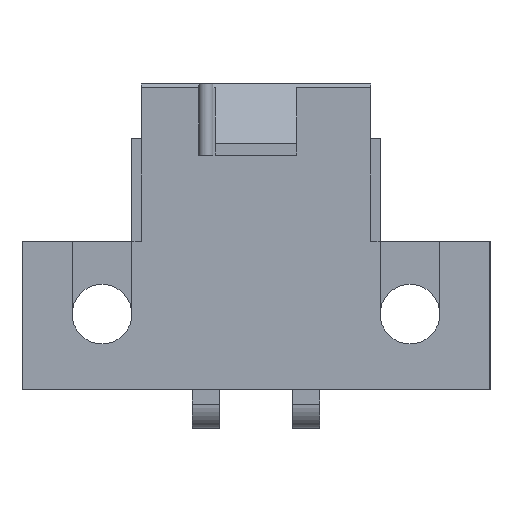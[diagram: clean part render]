
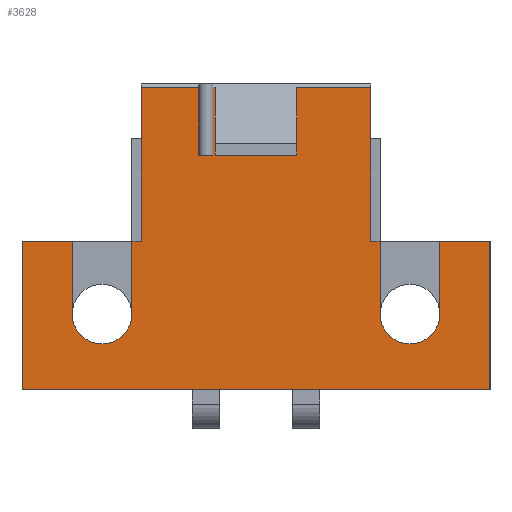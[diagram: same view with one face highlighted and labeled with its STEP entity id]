
A CAD part, top view. The second image highlights one B-rep face of the part: STEP entity #3628.
In plain terms, the highlighted face is planar.
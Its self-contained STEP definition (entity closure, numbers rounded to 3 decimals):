
#40=CIRCLE('',#3748,1.25);
#46=CIRCLE('',#3765,1.25);
#460=ORIENTED_EDGE('',*,*,#805,.F.);
#461=ORIENTED_EDGE('',*,*,#800,.T.);
#462=ORIENTED_EDGE('',*,*,#804,.T.);
#463=ORIENTED_EDGE('',*,*,#1014,.F.);
#464=ORIENTED_EDGE('',*,*,#1053,.T.);
#465=ORIENTED_EDGE('',*,*,#940,.F.);
#466=ORIENTED_EDGE('',*,*,#926,.F.);
#467=ORIENTED_EDGE('',*,*,#930,.F.);
#468=ORIENTED_EDGE('',*,*,#922,.F.);
#469=ORIENTED_EDGE('',*,*,#938,.F.);
#470=ORIENTED_EDGE('',*,*,#933,.T.);
#471=ORIENTED_EDGE('',*,*,#1054,.T.);
#472=ORIENTED_EDGE('',*,*,#973,.T.);
#473=ORIENTED_EDGE('',*,*,#981,.T.);
#474=ORIENTED_EDGE('',*,*,#963,.F.);
#475=ORIENTED_EDGE('',*,*,#967,.F.);
#476=ORIENTED_EDGE('',*,*,#969,.F.);
#477=ORIENTED_EDGE('',*,*,#979,.T.);
#478=ORIENTED_EDGE('',*,*,#1052,.F.);
#479=ORIENTED_EDGE('',*,*,#1019,.F.);
#480=ORIENTED_EDGE('',*,*,#1023,.F.);
#481=ORIENTED_EDGE('',*,*,#1025,.F.);
#482=ORIENTED_EDGE('',*,*,#1027,.F.);
#483=ORIENTED_EDGE('',*,*,#1015,.F.);
#800=EDGE_CURVE('',#1169,#1168,#1399,.T.);
#804=EDGE_CURVE('',#1168,#1171,#1403,.T.);
#805=EDGE_CURVE('',#1169,#1170,#1404,.T.);
#922=EDGE_CURVE('',#1248,#1249,#1516,.T.);
#926=EDGE_CURVE('',#1251,#1252,#1520,.T.);
#930=EDGE_CURVE('',#1249,#1251,#40,.T.);
#933=EDGE_CURVE('',#1257,#1256,#1526,.T.);
#938=EDGE_CURVE('',#1257,#1248,#1531,.T.);
#940=EDGE_CURVE('',#1252,#1260,#1533,.T.);
#963=EDGE_CURVE('',#1274,#1275,#1551,.T.);
#967=EDGE_CURVE('',#1277,#1274,#46,.T.);
#969=EDGE_CURVE('',#1278,#1277,#1556,.T.);
#973=EDGE_CURVE('',#1282,#1280,#1560,.T.);
#979=EDGE_CURVE('',#1278,#1287,#1566,.T.);
#981=EDGE_CURVE('',#1280,#1275,#1568,.T.);
#1014=EDGE_CURVE('',#1307,#1171,#1601,.T.);
#1015=EDGE_CURVE('',#1170,#1308,#1602,.T.);
#1019=EDGE_CURVE('',#1311,#1304,#1606,.T.);
#1023=EDGE_CURVE('',#1314,#1311,#1610,.T.);
#1025=EDGE_CURVE('',#1315,#1314,#1612,.T.);
#1027=EDGE_CURVE('',#1308,#1315,#1614,.T.);
#1052=EDGE_CURVE('',#1304,#1287,#1639,.T.);
#1053=EDGE_CURVE('',#1307,#1260,#1640,.T.);
#1054=EDGE_CURVE('',#1256,#1282,#1641,.T.);
#1168=VERTEX_POINT('',#4554);
#1169=VERTEX_POINT('',#4555);
#1170=VERTEX_POINT('',#4559);
#1171=VERTEX_POINT('',#4561);
#1248=VERTEX_POINT('',#4803);
#1249=VERTEX_POINT('',#4804);
#1251=VERTEX_POINT('',#4811);
#1252=VERTEX_POINT('',#4812);
#1256=VERTEX_POINT('',#4824);
#1257=VERTEX_POINT('',#4826);
#1260=VERTEX_POINT('',#4837);
#1274=VERTEX_POINT('',#4882);
#1275=VERTEX_POINT('',#4883);
#1277=VERTEX_POINT('',#4890);
#1278=VERTEX_POINT('',#4894);
#1280=VERTEX_POINT('',#4900);
#1282=VERTEX_POINT('',#4903);
#1287=VERTEX_POINT('',#4914);
#1304=VERTEX_POINT('',#4974);
#1307=VERTEX_POINT('',#4979);
#1308=VERTEX_POINT('',#4982);
#1311=VERTEX_POINT('',#4988);
#1314=VERTEX_POINT('',#4998);
#1315=VERTEX_POINT('',#5002);
#1399=LINE('',#4556,#1750);
#1403=LINE('',#4564,#1754);
#1404=LINE('',#4565,#1755);
#1516=LINE('',#4802,#1867);
#1520=LINE('',#4810,#1871);
#1526=LINE('',#4825,#1877);
#1531=LINE('',#4834,#1882);
#1533=LINE('',#4836,#1884);
#1551=LINE('',#4881,#1902);
#1556=LINE('',#4893,#1907);
#1560=LINE('',#4902,#1911);
#1566=LINE('',#4915,#1917);
#1568=LINE('',#4917,#1919);
#1601=LINE('',#4980,#1952);
#1602=LINE('',#4981,#1953);
#1606=LINE('',#4989,#1957);
#1610=LINE('',#4997,#1961);
#1612=LINE('',#5001,#1963);
#1614=LINE('',#5005,#1965);
#1639=LINE('',#5052,#1990);
#1640=LINE('',#5054,#1991);
#1641=LINE('',#5055,#1992);
#1750=VECTOR('',#3874,1000.);
#1754=VECTOR('',#3882,1000.);
#1755=VECTOR('',#3883,1000.);
#1867=VECTOR('',#4093,1000.);
#1871=VECTOR('',#4099,1000.);
#1877=VECTOR('',#4111,1000.);
#1882=VECTOR('',#4118,1000.);
#1884=VECTOR('',#4120,1000.);
#1902=VECTOR('',#4164,1000.);
#1907=VECTOR('',#4175,1000.);
#1911=VECTOR('',#4181,1000.);
#1917=VECTOR('',#4189,1000.);
#1919=VECTOR('',#4191,1000.);
#1952=VECTOR('',#4244,1000.);
#1953=VECTOR('',#4245,1000.);
#1957=VECTOR('',#4249,1000.);
#1961=VECTOR('',#4257,1000.);
#1963=VECTOR('',#4261,1000.);
#1965=VECTOR('',#4265,1000.);
#1990=VECTOR('',#4308,1000.);
#1991=VECTOR('',#4311,1000.);
#1992=VECTOR('',#4312,1000.);
#2181=EDGE_LOOP('',(#460,#461,#462,#463,#464,#465,#466,#467,#468,#469,#470,
#471,#472,#473,#474,#475,#476,#477,#478,#479,#480,#481,#482,#483));
#2336=FACE_BOUND('',#2181,.T.);
#2484=PLANE('',#3792);
#3628=ADVANCED_FACE('',(#2336),#2484,.T.);
#3748=AXIS2_PLACEMENT_3D('',#4818,#4105,#4106);
#3765=AXIS2_PLACEMENT_3D('',#4889,#4170,#4171);
#3792=AXIS2_PLACEMENT_3D('',#5053,#4309,#4310);
#3874=DIRECTION('',(1.,0.,0.));
#3882=DIRECTION('',(0.,0.,1.));
#3883=DIRECTION('',(0.,0.,1.));
#4093=DIRECTION('',(0.,0.,-1.));
#4099=DIRECTION('',(0.,0.,1.));
#4105=DIRECTION('',(0.,1.,0.));
#4106=DIRECTION('',(1.,0.,0.));
#4111=DIRECTION('',(0.,0.,-1.));
#4118=DIRECTION('',(-1.,0.,0.));
#4120=DIRECTION('',(-1.,0.,0.));
#4164=DIRECTION('',(0.,0.,1.));
#4170=DIRECTION('',(0.,1.,0.));
#4171=DIRECTION('',(1.,0.,0.));
#4175=DIRECTION('',(0.,0.,-1.));
#4181=DIRECTION('',(0.,0.,1.));
#4189=DIRECTION('',(1.,0.,0.));
#4191=DIRECTION('',(1.,0.,0.));
#4244=DIRECTION('',(-1.,0.,0.));
#4245=DIRECTION('',(-1.,0.,0.));
#4249=DIRECTION('',(-1.,0.,0.));
#4257=DIRECTION('',(0.,0.,1.));
#4261=DIRECTION('',(-1.,0.,0.));
#4265=DIRECTION('',(0.,0.,-1.));
#4308=DIRECTION('',(0.,0.,-1.));
#4309=DIRECTION('',(0.,1.,0.));
#4310=DIRECTION('',(0.,0.,1.));
#4311=DIRECTION('',(0.,0.,-1.));
#4312=DIRECTION('',(-1.,0.,0.));
#4554=CARTESIAN_POINT('',(2.398,2.7,3.4));
#4555=CARTESIAN_POINT('',(1.802,2.7,3.4));
#4556=CARTESIAN_POINT('',(1.802,2.7,3.4));
#4559=CARTESIAN_POINT('',(1.802,2.7,6.233));
#4561=CARTESIAN_POINT('',(2.398,2.7,6.233));
#4564=CARTESIAN_POINT('',(2.398,2.7,3.4));
#4565=CARTESIAN_POINT('',(1.802,2.7,3.4));
#4802=CARTESIAN_POINT('',(7.7,2.7,-0.2));
#4803=CARTESIAN_POINT('',(7.7,2.7,-0.2));
#4804=CARTESIAN_POINT('',(7.7,2.7,-3.25));
#4810=CARTESIAN_POINT('',(5.2,2.7,-3.25));
#4811=CARTESIAN_POINT('',(5.2,2.7,-3.25));
#4812=CARTESIAN_POINT('',(5.2,2.7,-0.2));
#4818=CARTESIAN_POINT('',(6.45,2.7,-3.25));
#4824=CARTESIAN_POINT('',(9.8,2.7,-6.4));
#4825=CARTESIAN_POINT('',(9.8,2.7,-0.2));
#4826=CARTESIAN_POINT('',(9.8,2.7,-0.2));
#4834=CARTESIAN_POINT('',(5.2,2.7,-0.2));
#4836=CARTESIAN_POINT('',(5.2,2.7,-0.2));
#4837=CARTESIAN_POINT('',(4.8,2.7,-0.2));
#4881=CARTESIAN_POINT('',(-7.7,2.7,-0.2));
#4882=CARTESIAN_POINT('',(-7.7,2.7,-3.25));
#4883=CARTESIAN_POINT('',(-7.7,2.7,-0.2));
#4889=CARTESIAN_POINT('',(-6.45,2.7,-3.25));
#4890=CARTESIAN_POINT('',(-5.2,2.7,-3.25));
#4893=CARTESIAN_POINT('',(-5.2,2.7,-0.2));
#4894=CARTESIAN_POINT('',(-5.2,2.7,-0.2));
#4900=CARTESIAN_POINT('',(-9.8,2.7,-0.2));
#4902=CARTESIAN_POINT('',(-9.8,2.7,-6.4));
#4903=CARTESIAN_POINT('',(-9.8,2.7,-6.4));
#4914=CARTESIAN_POINT('',(-4.8,2.7,-0.2));
#4915=CARTESIAN_POINT('',(-5.2,2.7,-0.2));
#4917=CARTESIAN_POINT('',(-5.2,2.7,-0.2));
#4974=CARTESIAN_POINT('',(-4.8,2.7,6.233));
#4979=CARTESIAN_POINT('',(4.8,2.7,6.233));
#4980=CARTESIAN_POINT('',(4.8,2.7,6.233));
#4981=CARTESIAN_POINT('',(4.8,2.7,6.233));
#4982=CARTESIAN_POINT('',(1.7,2.7,6.233));
#4988=CARTESIAN_POINT('',(-1.7,2.7,6.233));
#4989=CARTESIAN_POINT('',(4.8,2.7,6.233));
#4997=CARTESIAN_POINT('',(-1.7,2.7,3.4));
#4998=CARTESIAN_POINT('',(-1.7,2.7,3.4));
#5001=CARTESIAN_POINT('',(1.7,2.7,3.4));
#5002=CARTESIAN_POINT('',(1.7,2.7,3.4));
#5005=CARTESIAN_POINT('',(1.7,2.7,6.4));
#5052=CARTESIAN_POINT('',(-4.8,2.7,6.4));
#5053=CARTESIAN_POINT('',(4.8,2.7,6.4));
#5054=CARTESIAN_POINT('',(4.8,2.7,6.4));
#5055=CARTESIAN_POINT('',(4.8,2.7,-6.4));
